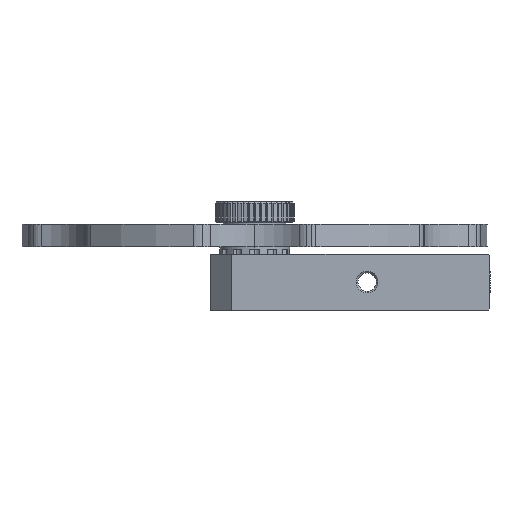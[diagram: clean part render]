
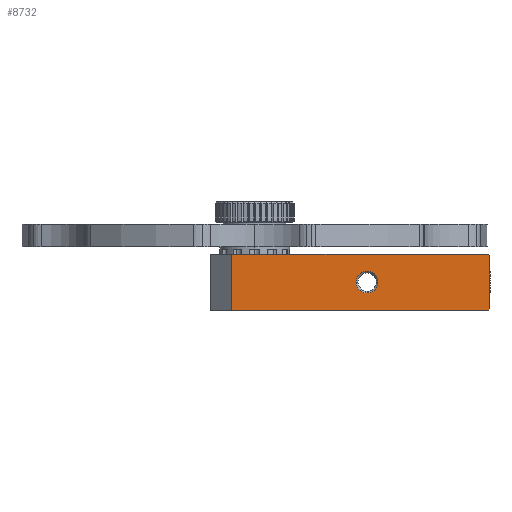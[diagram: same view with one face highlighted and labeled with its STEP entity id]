
A CAD part, front view. The second image highlights one B-rep face of the part: STEP entity #8732.
In plain terms, the highlighted planar face has unit normal (0, -1, 0).
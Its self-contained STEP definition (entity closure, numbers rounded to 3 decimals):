
#155 = EDGE_CURVE ( 'NONE', #4831, #2046, #3715, .T. ) ;
#734 = VECTOR ( 'NONE', #4456, 1000. ) ;
#1193 = CARTESIAN_POINT ( 'NONE',  ( 56.002, -62.046, -8. ) ) ;
#1280 = AXIS2_PLACEMENT_3D ( 'NONE', #10041, #5641, #7248 ) ;
#1364 = PLANE ( 'NONE',  #10476 ) ;
#1557 = EDGE_CURVE ( 'NONE', #12018, #7197, #17101, .T. ) ;
#1735 = LINE ( 'NONE', #14260, #2386 ) ;
#2046 = VERTEX_POINT ( 'NONE', #10299 ) ;
#2054 = DIRECTION ( 'NONE',  ( 0.707, 0., -0.707 ) ) ;
#2103 = ORIENTED_EDGE ( 'NONE', *, *, #18064, .T. ) ;
#2248 = VERTEX_POINT ( 'NONE', #10850 ) ;
#2386 = VECTOR ( 'NONE', #12594, 1000. ) ;
#2591 = ORIENTED_EDGE ( 'NONE', *, *, #155, .F. ) ;
#2751 = CARTESIAN_POINT ( 'NONE',  ( 21.002, -62.046, 0. ) ) ;
#2763 = VERTEX_POINT ( 'NONE', #3814 ) ;
#2874 = EDGE_CURVE ( 'NONE', #13929, #2248, #14874, .T. ) ;
#3075 = CARTESIAN_POINT ( 'NONE',  ( 55.752, -62.046, -7.75 ) ) ;
#3305 = FACE_OUTER_BOUND ( 'NONE', #15750, .T. ) ;
#3715 = LINE ( 'NONE', #17378, #10015 ) ;
#3814 = CARTESIAN_POINT ( 'NONE',  ( -17.498, -62.046, 8. ) ) ;
#4402 = CARTESIAN_POINT ( 'NONE',  ( 18.83, -62.046, -8. ) ) ;
#4456 = DIRECTION ( 'NONE',  ( 1., 0., 0. ) ) ;
#4464 = EDGE_CURVE ( 'NONE', #4831, #2763, #1735, .T. ) ;
#4831 = VERTEX_POINT ( 'NONE', #7701 ) ;
#4960 = CARTESIAN_POINT ( 'NONE',  ( 21.002, -62.046, 0. ) ) ;
#5641 = DIRECTION ( 'NONE',  ( 0., 1., 0. ) ) ;
#5795 = EDGE_CURVE ( 'NONE', #9960, #2046, #7890, .T. ) ;
#5888 = CARTESIAN_POINT ( 'NONE',  ( 56.002, -62.046, -8. ) ) ;
#6303 = CARTESIAN_POINT ( 'NONE',  ( -17.498, -62.046, -8. ) ) ;
#6307 = DIRECTION ( 'NONE',  ( 0., 0., -1. ) ) ;
#6444 = ORIENTED_EDGE ( 'NONE', *, *, #9637, .T. ) ;
#6919 = VECTOR ( 'NONE', #11361, 1000. ) ;
#6979 = DIRECTION ( 'NONE',  ( 0., 0., -1. ) ) ;
#7080 = ORIENTED_EDGE ( 'NONE', *, *, #15389, .T. ) ;
#7197 = VERTEX_POINT ( 'NONE', #9684 ) ;
#7248 = DIRECTION ( 'NONE',  ( 0., 0., -1. ) ) ;
#7303 = AXIS2_PLACEMENT_3D ( 'NONE', #4960, #10336, #6307 ) ;
#7701 = CARTESIAN_POINT ( 'NONE',  ( 55.502, -62.046, 8. ) ) ;
#7753 = VERTEX_POINT ( 'NONE', #12422 ) ;
#7890 = LINE ( 'NONE', #5888, #17068 ) ;
#7915 = CIRCLE ( 'NONE', #7303, 3.1 ) ;
#8261 = ORIENTED_EDGE ( 'NONE', *, *, #16172, .F. ) ;
#8415 = DIRECTION ( 'NONE',  ( 0., 1., 0. ) ) ;
#8732 = ADVANCED_FACE ( 'NONE', ( #10720, #3305 ), #1364, .T. ) ;
#9558 = VECTOR ( 'NONE', #10450, 1000. ) ;
#9637 = EDGE_CURVE ( 'NONE', #7753, #13929, #12994, .T. ) ;
#9684 = CARTESIAN_POINT ( 'NONE',  ( 55.502, -62.046, -8. ) ) ;
#9960 = VERTEX_POINT ( 'NONE', #17508 ) ;
#10015 = VECTOR ( 'NONE', #2054, 1000. ) ;
#10041 = CARTESIAN_POINT ( 'NONE',  ( 21.002, -62.046, 0. ) ) ;
#10257 = AXIS2_PLACEMENT_3D ( 'NONE', #2751, #8415, #12513 ) ;
#10299 = CARTESIAN_POINT ( 'NONE',  ( 56.002, -62.046, 7.5 ) ) ;
#10336 = DIRECTION ( 'NONE',  ( 0., 1., 0. ) ) ;
#10450 = DIRECTION ( 'NONE',  ( 0., 0., -1. ) ) ;
#10476 = AXIS2_PLACEMENT_3D ( 'NONE', #1193, #15336, #6979 ) ;
#10555 = ORIENTED_EDGE ( 'NONE', *, *, #1557, .T. ) ;
#10621 = LINE ( 'NONE', #3075, #6919 ) ;
#10720 = FACE_BOUND ( 'NONE', #16608, .T. ) ;
#10850 = CARTESIAN_POINT ( 'NONE',  ( 17.902, -62.046, 0. ) ) ;
#11361 = DIRECTION ( 'NONE',  ( -0.707, 0., -0.707 ) ) ;
#11748 = LINE ( 'NONE', #6303, #9558 ) ;
#12018 = VERTEX_POINT ( 'NONE', #15039 ) ;
#12422 = CARTESIAN_POINT ( 'NONE',  ( 24.102, -62.046, 0. ) ) ;
#12443 = ORIENTED_EDGE ( 'NONE', *, *, #2874, .T. ) ;
#12513 = DIRECTION ( 'NONE',  ( 0., 0., -1. ) ) ;
#12594 = DIRECTION ( 'NONE',  ( -1., 0., 0. ) ) ;
#12994 = CIRCLE ( 'NONE', #10257, 3.1 ) ;
#13929 = VERTEX_POINT ( 'NONE', #16080 ) ;
#14260 = CARTESIAN_POINT ( 'NONE',  ( 56.002, -62.046, 8. ) ) ;
#14381 = DIRECTION ( 'NONE',  ( 0., 0., 1. ) ) ;
#14874 = CIRCLE ( 'NONE', #1280, 3.1 ) ;
#15039 = CARTESIAN_POINT ( 'NONE',  ( -17.498, -62.046, -8. ) ) ;
#15336 = DIRECTION ( 'NONE',  ( 0., -1., 0. ) ) ;
#15389 = EDGE_CURVE ( 'NONE', #2763, #12018, #11748, .T. ) ;
#15673 = ORIENTED_EDGE ( 'NONE', *, *, #5795, .T. ) ;
#15750 = EDGE_LOOP ( 'NONE', ( #7080, #10555, #8261, #15673, #2591, #17574 ) ) ;
#16080 = CARTESIAN_POINT ( 'NONE',  ( 21.002, -62.046, -3.1 ) ) ;
#16172 = EDGE_CURVE ( 'NONE', #9960, #7197, #10621, .T. ) ;
#16608 = EDGE_LOOP ( 'NONE', ( #2103, #6444, #12443 ) ) ;
#17068 = VECTOR ( 'NONE', #14381, 1000. ) ;
#17101 = LINE ( 'NONE', #4402, #734 ) ;
#17378 = CARTESIAN_POINT ( 'NONE',  ( 55.752, -62.046, 7.75 ) ) ;
#17508 = CARTESIAN_POINT ( 'NONE',  ( 56.002, -62.046, -7.5 ) ) ;
#17574 = ORIENTED_EDGE ( 'NONE', *, *, #4464, .T. ) ;
#18064 = EDGE_CURVE ( 'NONE', #2248, #7753, #7915, .T. ) ;
